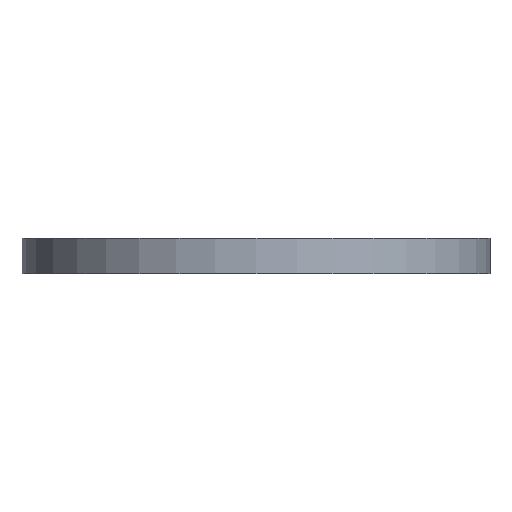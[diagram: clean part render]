
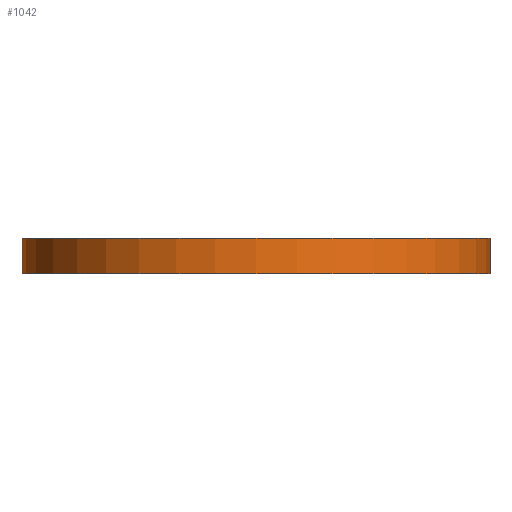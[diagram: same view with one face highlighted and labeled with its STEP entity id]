
A CAD part, front view. The second image highlights one B-rep face of the part: STEP entity #1042.
In plain terms, the highlighted cylindrical face has radius 6 mm (diameter 12 mm), a partial arc.
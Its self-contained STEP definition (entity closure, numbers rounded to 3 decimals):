
#19 = VERTEX_POINT ( 'NONE', #80 ) ;
#49 = EDGE_CURVE ( 'NONE', #824, #259, #1046, .T. ) ;
#80 = CARTESIAN_POINT ( 'NONE',  ( -6., 0., 0. ) ) ;
#120 = DIRECTION ( 'NONE',  ( 0., 0., -1. ) ) ;
#150 = CYLINDRICAL_SURFACE ( 'NONE', #1438, 6. ) ;
#199 = DIRECTION ( 'NONE',  ( 1., 0., 0. ) ) ;
#230 = FACE_OUTER_BOUND ( 'NONE', #1373, .T. ) ;
#234 = ORIENTED_EDGE ( 'NONE', *, *, #518, .T. ) ;
#256 = CARTESIAN_POINT ( 'NONE',  ( 0., 0., 0.9 ) ) ;
#259 = VERTEX_POINT ( 'NONE', #1083 ) ;
#271 = VECTOR ( 'NONE', #296, 1000. ) ;
#296 = DIRECTION ( 'NONE',  ( 0., 0., -1. ) ) ;
#341 = DIRECTION ( 'NONE',  ( 0., 0., 1. ) ) ;
#380 = DIRECTION ( 'NONE',  ( 1., 0., 0. ) ) ;
#442 = CARTESIAN_POINT ( 'NONE',  ( -6., 0., 0.9 ) ) ;
#477 = AXIS2_PLACEMENT_3D ( 'NONE', #491, #341, #199 ) ;
#491 = CARTESIAN_POINT ( 'NONE',  ( 0., 0., 0.9 ) ) ;
#518 = EDGE_CURVE ( 'NONE', #879, #19, #592, .T. ) ;
#531 = DIRECTION ( 'NONE',  ( 0., 0., 1. ) ) ;
#542 = CARTESIAN_POINT ( 'NONE',  ( 6., 0., 0.9 ) ) ;
#589 = EDGE_CURVE ( 'NONE', #19, #259, #927, .T. ) ;
#592 = LINE ( 'NONE', #442, #271 ) ;
#621 = EDGE_CURVE ( 'NONE', #879, #824, #922, .T. ) ;
#627 = AXIS2_PLACEMENT_3D ( 'NONE', #674, #531, #380 ) ;
#674 = CARTESIAN_POINT ( 'NONE',  ( 0., 0., 0. ) ) ;
#734 = DIRECTION ( 'NONE',  ( 0., 0., -1. ) ) ;
#824 = VERTEX_POINT ( 'NONE', #542 ) ;
#879 = VERTEX_POINT ( 'NONE', #1188 ) ;
#891 = CARTESIAN_POINT ( 'NONE',  ( 6., 0., 0.9 ) ) ;
#922 = CIRCLE ( 'NONE', #477, 6. ) ;
#927 = CIRCLE ( 'NONE', #627, 6. ) ;
#970 = VECTOR ( 'NONE', #734, 1000. ) ;
#1042 = ADVANCED_FACE ( 'NONE', ( #230 ), #150, .T. ) ;
#1046 = LINE ( 'NONE', #891, #970 ) ;
#1083 = CARTESIAN_POINT ( 'NONE',  ( 6., 0., 0. ) ) ;
#1105 = ORIENTED_EDGE ( 'NONE', *, *, #589, .T. ) ;
#1188 = CARTESIAN_POINT ( 'NONE',  ( -6., 0., 0.9 ) ) ;
#1208 = ORIENTED_EDGE ( 'NONE', *, *, #49, .F. ) ;
#1373 = EDGE_LOOP ( 'NONE', ( #1208, #1403, #234, #1105 ) ) ;
#1403 = ORIENTED_EDGE ( 'NONE', *, *, #621, .F. ) ;
#1431 = DIRECTION ( 'NONE',  ( -1., 0., 0. ) ) ;
#1438 = AXIS2_PLACEMENT_3D ( 'NONE', #256, #120, #1431 ) ;
